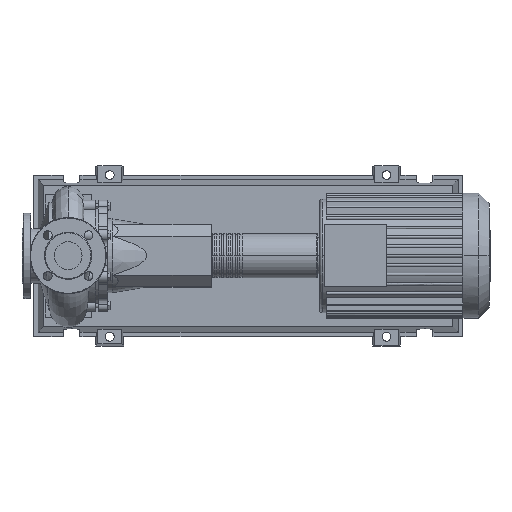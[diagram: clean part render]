
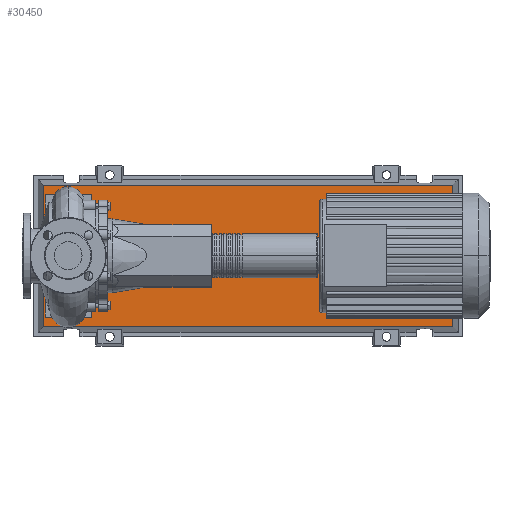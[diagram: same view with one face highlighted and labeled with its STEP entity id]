
A CAD part, top view. The second image highlights one B-rep face of the part: STEP entity #30450.
In plain terms, the highlighted planar face has unit normal (0, 0, 1).
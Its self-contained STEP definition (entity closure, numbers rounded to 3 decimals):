
#30131=CARTESIAN_POINT('',(833.292,-153.292,83.0));
#30132=VERTEX_POINT('',#30131);
#30139=CARTESIAN_POINT('',(-53.292,-153.292,83.0));
#30140=VERTEX_POINT('',#30139);
#30141=CARTESIAN_POINT('',(833.292,-153.292,83.0));
#30142=DIRECTION('',(-1.0,0.0,0.0));
#30143=VECTOR('',#30142,886.584);
#30144=LINE('',#30141,#30143);
#30145=EDGE_CURVE('',#30132,#30140,#30144,.T.);
#30363=CARTESIAN_POINT('',(833.292,153.292,83.0));
#30364=VERTEX_POINT('',#30363);
#30365=CARTESIAN_POINT('',(833.292,153.292,83.0));
#30366=DIRECTION('',(0.0,-1.0,0.0));
#30367=VECTOR('',#30366,306.584);
#30368=LINE('',#30365,#30367);
#30369=EDGE_CURVE('',#30364,#30132,#30368,.T.);
#30387=CARTESIAN_POINT('',(-53.292,153.292,83.0));
#30388=VERTEX_POINT('',#30387);
#30389=CARTESIAN_POINT('',(-53.292,-153.292,83.0));
#30390=DIRECTION('',(0.0,1.0,0.0));
#30391=VECTOR('',#30390,306.584);
#30392=LINE('',#30389,#30391);
#30393=EDGE_CURVE('',#30140,#30388,#30392,.T.);
#30426=CARTESIAN_POINT('',(-53.292,153.292,83.0));
#30427=DIRECTION('',(1.0,0.0,0.0));
#30428=VECTOR('',#30427,886.584);
#30429=LINE('',#30426,#30428);
#30430=EDGE_CURVE('',#30388,#30364,#30429,.T.);
#30439=CARTESIAN_POINT('',(390.,0.,83.0));
#30440=DIRECTION('',(0.0,0.0,1.0));
#30441=DIRECTION('',(1.0,0.0,0.0));
#30442=AXIS2_PLACEMENT_3D('',#30439,#30440,#30441);
#30443=PLANE('',#30442);
#30444=ORIENTED_EDGE('',*,*,#30369,.F.);
#30445=ORIENTED_EDGE('',*,*,#30430,.F.);
#30446=ORIENTED_EDGE('',*,*,#30393,.F.);
#30447=ORIENTED_EDGE('',*,*,#30145,.F.);
#30448=EDGE_LOOP('',(#30444,#30445,#30446,#30447));
#30449=FACE_OUTER_BOUND('',#30448,.T.);
#30450=ADVANCED_FACE('',(#30449),#30443,.T.);
